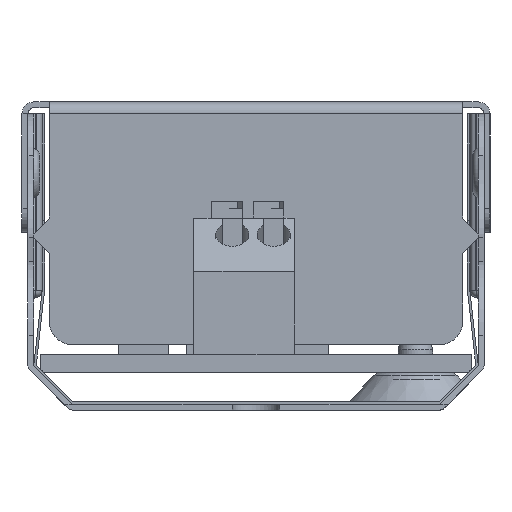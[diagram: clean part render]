
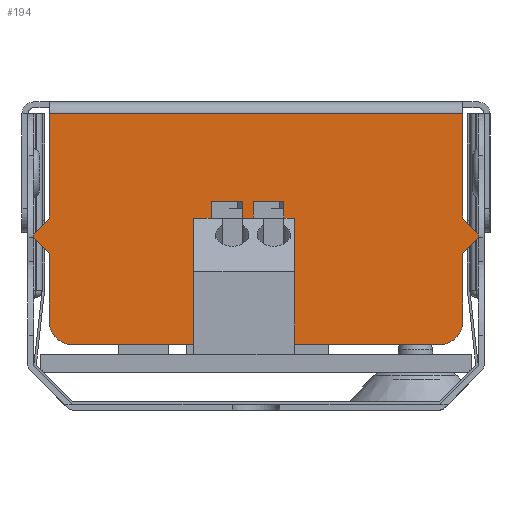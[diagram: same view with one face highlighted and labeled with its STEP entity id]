
A CAD part, left-side view. The second image highlights one B-rep face of the part: STEP entity #194.
In plain terms, the highlighted planar face has unit normal (-1, 0, 0).
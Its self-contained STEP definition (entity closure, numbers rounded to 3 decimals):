
#194=ADVANCED_FACE('',(#1719),#1721,.T.);
#1719=FACE_BOUND('',#1720,.T.);
#1720=EDGE_LOOP('',(#4231,#4232,#4233,#4234,#4235,#4236,#4237,#4238,#4239,#4240,
#4241,#4242,#4243,#4244));
#1721=PLANE('',#1722);
#1722=AXIS2_PLACEMENT_3D('',#1723,#1724,#1725);
#1723=CARTESIAN_POINT('',(-72.5,-17.45,5.5));
#1724=DIRECTION('',(-1.,0.,0.));
#1725=DIRECTION('',(0.,0.,1.));
#4231=ORIENTED_EDGE('',*,*,#5891,.F.);
#4232=ORIENTED_EDGE('',*,*,#5892,.F.);
#4233=ORIENTED_EDGE('',*,*,#5893,.F.);
#4234=ORIENTED_EDGE('',*,*,#5894,.T.);
#4235=ORIENTED_EDGE('',*,*,#5895,.T.);
#4236=ORIENTED_EDGE('',*,*,#5735,.T.);
#4237=ORIENTED_EDGE('',*,*,#5896,.T.);
#4238=ORIENTED_EDGE('',*,*,#5897,.T.);
#4239=ORIENTED_EDGE('',*,*,#5898,.T.);
#4240=ORIENTED_EDGE('',*,*,#5899,.F.);
#4241=ORIENTED_EDGE('',*,*,#5900,.T.);
#4242=ORIENTED_EDGE('',*,*,#5658,.T.);
#4243=ORIENTED_EDGE('',*,*,#5890,.T.);
#4244=ORIENTED_EDGE('',*,*,#5901,.F.);
#5658=EDGE_CURVE('',#6855,#6853,#6856,.T.);
#5735=EDGE_CURVE('',#6994,#6992,#6995,.T.);
#5890=EDGE_CURVE('',#6853,#7236,#7238,.T.);
#5891=EDGE_CURVE('',#7239,#7240,#7241,.F.);
#5892=EDGE_CURVE('',#7242,#7239,#7243,.T.);
#5893=EDGE_CURVE('',#7244,#7242,#7245,.F.);
#5894=EDGE_CURVE('',#7244,#7246,#7247,.T.);
#5895=EDGE_CURVE('',#7246,#6994,#7248,.T.);
#5896=EDGE_CURVE('',#6992,#7249,#7250,.T.);
#5897=EDGE_CURVE('',#7249,#7251,#7252,.T.);
#5898=EDGE_CURVE('',#7251,#7253,#7254,.T.);
#5899=EDGE_CURVE('',#7255,#7253,#7256,.T.);
#5900=EDGE_CURVE('',#7255,#6855,#7257,.T.);
#5901=EDGE_CURVE('',#7240,#7236,#7258,.T.);
#6853=VERTEX_POINT('',#9343);
#6855=VERTEX_POINT('',#9347);
#6856=LINE('',#9348,#9349);
#6992=VERTEX_POINT('',#9662);
#6994=VERTEX_POINT('',#9666);
#6995=LINE('',#9667,#9668);
#7236=VERTEX_POINT('',#10335);
#7238=LINE('',#10339,#10340);
#7239=VERTEX_POINT('',#10342);
#7240=VERTEX_POINT('',#10343);
#7241=CIRCLE('',#10344,2.);
#7242=VERTEX_POINT('',#10348);
#7243=LINE('',#10349,#10350);
#7244=VERTEX_POINT('',#10352);
#7245=CIRCLE('',#10353,2.);
#7246=VERTEX_POINT('',#10357);
#7247=LINE('',#10358,#10359);
#7248=LINE('',#10361,#10362);
#7249=VERTEX_POINT('',#10364);
#7250=LINE('',#10365,#10366);
#7251=VERTEX_POINT('',#10368);
#7252=LINE('',#10369,#10370);
#7253=VERTEX_POINT('',#10372);
#7254=LINE('',#10373,#10374);
#7255=VERTEX_POINT('',#10376);
#7256=LINE('',#10377,#10378);
#7257=LINE('',#10380,#10381);
#7258=LINE('',#10383,#10384);
#9343=CARTESIAN_POINT('',(-72.5,18.75,14.6));
#9347=CARTESIAN_POINT('',(-72.5,18.75,14.814));
#9348=CARTESIAN_POINT('',(-72.5,18.75,14.814));
#9349=VECTOR('',#9350,1.);
#9350=DIRECTION('',(0.,0.,-1.));
#9662=CARTESIAN_POINT('',(-72.5,-18.75,14.814));
#9666=CARTESIAN_POINT('',(-72.5,-18.75,14.6));
#9667=CARTESIAN_POINT('',(-72.5,-18.75,14.6));
#9668=VECTOR('',#9669,1.);
#9669=DIRECTION('',(0.,0.,1.));
#10335=CARTESIAN_POINT('',(-72.5,17.45,13.207));
#10339=CARTESIAN_POINT('',(-72.5,18.75,14.6));
#10340=VECTOR('',#10341,1.);
#10341=DIRECTION('',(0.,-0.682,-0.731));
#10342=CARTESIAN_POINT('',(-72.5,15.45,5.5));
#10343=CARTESIAN_POINT('',(-72.5,17.45,7.5));
#10344=AXIS2_PLACEMENT_3D('',#10345,#10346,#10347);
#10345=CARTESIAN_POINT('',(-72.5,15.45,7.5));
#10346=DIRECTION('',(-1.,0.,0.));
#10347=DIRECTION('',(0.,1.,0.));
#10348=CARTESIAN_POINT('',(-72.5,-15.45,5.5));
#10349=CARTESIAN_POINT('',(-72.5,-15.45,5.5));
#10350=VECTOR('',#10351,1.);
#10351=DIRECTION('',(0.,1.,0.));
#10352=CARTESIAN_POINT('',(-72.5,-17.45,7.5));
#10353=AXIS2_PLACEMENT_3D('',#10354,#10355,#10356);
#10354=CARTESIAN_POINT('',(-72.5,-15.45,7.5));
#10355=DIRECTION('',(-1.,0.,0.));
#10356=DIRECTION('',(0.,0.,-1.));
#10357=CARTESIAN_POINT('',(-72.5,-17.45,13.207));
#10358=CARTESIAN_POINT('',(-72.5,-17.45,7.5));
#10359=VECTOR('',#10360,1.);
#10360=DIRECTION('',(0.,0.,1.));
#10361=CARTESIAN_POINT('',(-72.5,-17.45,13.207));
#10362=VECTOR('',#10363,1.);
#10363=DIRECTION('',(0.,-0.682,0.731));
#10364=CARTESIAN_POINT('',(-72.5,-17.45,16.207));
#10365=CARTESIAN_POINT('',(-72.5,-18.75,14.814));
#10366=VECTOR('',#10367,1.);
#10367=DIRECTION('',(0.,0.682,0.731));
#10368=CARTESIAN_POINT('',(-72.5,-17.45,25.));
#10369=CARTESIAN_POINT('',(-72.5,-17.45,16.207));
#10370=VECTOR('',#10371,1.);
#10371=DIRECTION('',(0.,0.,1.));
#10372=CARTESIAN_POINT('',(-72.5,17.45,25.));
#10373=CARTESIAN_POINT('',(-72.5,-17.45,25.));
#10374=VECTOR('',#10375,1.);
#10375=DIRECTION('',(0.,1.,0.));
#10376=CARTESIAN_POINT('',(-72.5,17.45,16.207));
#10377=CARTESIAN_POINT('',(-72.5,17.45,16.207));
#10378=VECTOR('',#10379,1.);
#10379=DIRECTION('',(0.,0.,1.));
#10380=CARTESIAN_POINT('',(-72.5,17.45,16.207));
#10381=VECTOR('',#10382,1.);
#10382=DIRECTION('',(0.,0.682,-0.731));
#10383=CARTESIAN_POINT('',(-72.5,17.45,7.5));
#10384=VECTOR('',#10385,1.);
#10385=DIRECTION('',(0.,0.,1.));
